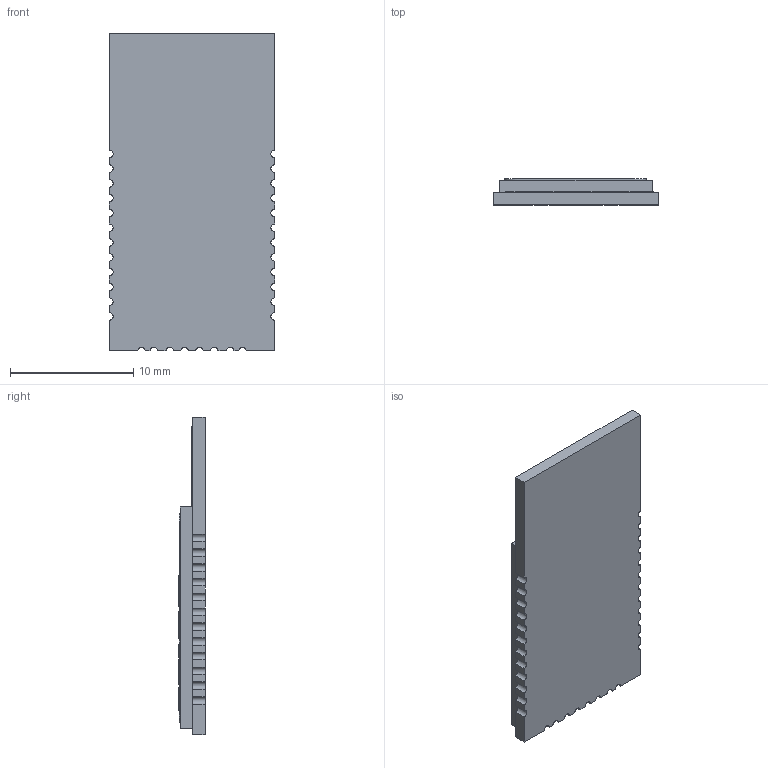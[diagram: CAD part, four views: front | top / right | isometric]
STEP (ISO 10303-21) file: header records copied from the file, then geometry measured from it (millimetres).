
FILE_DESCRIPTION (( 'STEP AP214' ), '1' );
FILE_NAME ('5FEDE095-6371-439C-9332-DC0A0E995944.STEP', '2024-02-07T02:15:11', ( '' ), ( '' ), 'SwSTEP 2.0', 'SolidWorks 2022', '' );
FILE_SCHEMA (( 'AUTOMOTIVE_DESIGN' ));
Length unit declared in the file: millimetre
Products named in the file (1): 5FEDE095-6371-439C-9332-DC0A0E995944
Bounding box: 13.4 x 2.12 x 25.8 mm (x, y, z)
Volume: 587.6 mm3; surface area: 852.9 mm2
Topology: 1 solids, 1 shells, 221 faces, 630 edges, 420 vertices
Faces by surface type: plane 144, cylinder 44, bspline 33
Entity records: 9729 total; most frequent: CARTESIAN_POINT 1635, ORIENTED_EDGE 1260, DIRECTION 1030, EDGE_CURVE 630, LINE 476, VECTOR 476, VERTEX_POINT 420, AXIS2_PLACEMENT_3D 277
